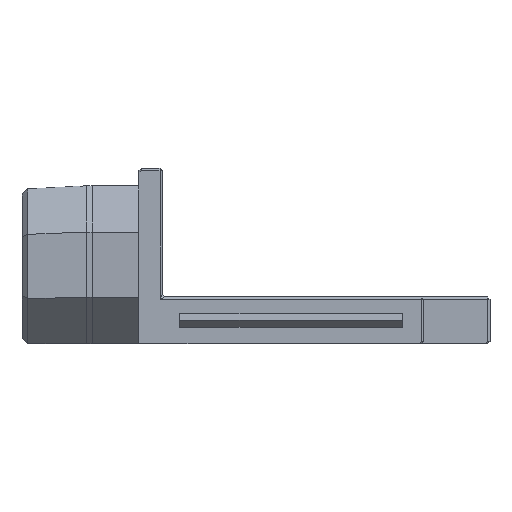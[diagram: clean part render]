
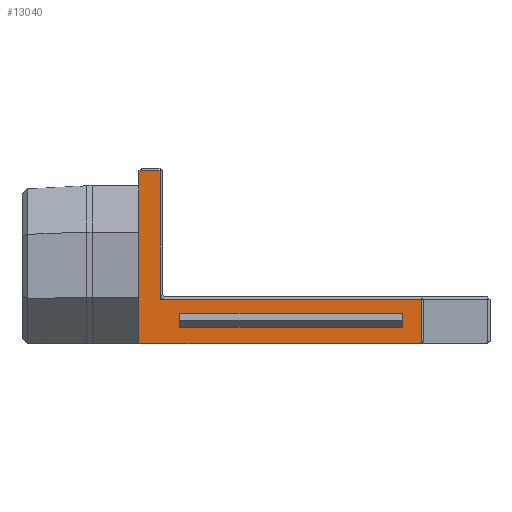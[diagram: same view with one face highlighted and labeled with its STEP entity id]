
A CAD part, front view. The second image highlights one B-rep face of the part: STEP entity #13040.
In plain terms, the highlighted planar face has unit normal (0, -1, 0).
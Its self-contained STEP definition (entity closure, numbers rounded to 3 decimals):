
#31=FACE_BOUND('',#925,.T.);
#36=FACE_OUTER_BOUND('',#924,.T.);
#924=EDGE_LOOP('',(#8444,#8445,#8446,#8447,#8448,#8449,#8450,#8451));
#925=EDGE_LOOP('',(#8452,#8453,#8454,#8455));
#1822=LINE('',#18509,#3690);
#1832=LINE('',#18530,#3700);
#1836=LINE('',#18538,#3704);
#1837=LINE('',#18540,#3705);
#1838=LINE('',#18542,#3706);
#1839=LINE('',#18544,#3707);
#1840=LINE('',#18546,#3708);
#1841=LINE('',#18547,#3709);
#1842=LINE('',#18550,#3710);
#1843=LINE('',#18552,#3711);
#1844=LINE('',#18554,#3712);
#1845=LINE('',#18555,#3713);
#3690=VECTOR('',#14851,10.);
#3700=VECTOR('',#14867,10.);
#3704=VECTOR('',#14873,10.);
#3705=VECTOR('',#14874,10.);
#3706=VECTOR('',#14875,10.);
#3707=VECTOR('',#14876,10.);
#3708=VECTOR('',#14877,10.);
#3709=VECTOR('',#14878,10.);
#3710=VECTOR('',#14879,10.);
#3711=VECTOR('',#14880,10.);
#3712=VECTOR('',#14881,10.);
#3713=VECTOR('',#14882,10.);
#5545=VERTEX_POINT('',#18482);
#5558=VERTEX_POINT('',#18507);
#5566=VERTEX_POINT('',#18529);
#5569=VERTEX_POINT('',#18537);
#5570=VERTEX_POINT('',#18539);
#5571=VERTEX_POINT('',#18541);
#5572=VERTEX_POINT('',#18543);
#5573=VERTEX_POINT('',#18545);
#5574=VERTEX_POINT('',#18548);
#5575=VERTEX_POINT('',#18549);
#5576=VERTEX_POINT('',#18551);
#5577=VERTEX_POINT('',#18553);
#6557=EDGE_CURVE('',#5558,#5545,#1822,.T.);
#6567=EDGE_CURVE('',#5566,#5545,#1832,.T.);
#6571=EDGE_CURVE('',#5569,#5558,#1836,.T.);
#6572=EDGE_CURVE('',#5570,#5569,#1837,.T.);
#6573=EDGE_CURVE('',#5571,#5570,#1838,.T.);
#6574=EDGE_CURVE('',#5572,#5571,#1839,.T.);
#6575=EDGE_CURVE('',#5573,#5572,#1840,.T.);
#6576=EDGE_CURVE('',#5573,#5566,#1841,.T.);
#6577=EDGE_CURVE('',#5574,#5575,#1842,.T.);
#6578=EDGE_CURVE('',#5575,#5576,#1843,.T.);
#6579=EDGE_CURVE('',#5576,#5577,#1844,.T.);
#6580=EDGE_CURVE('',#5577,#5574,#1845,.T.);
#8444=ORIENTED_EDGE('',*,*,#6567,.T.);
#8445=ORIENTED_EDGE('',*,*,#6557,.F.);
#8446=ORIENTED_EDGE('',*,*,#6571,.F.);
#8447=ORIENTED_EDGE('',*,*,#6572,.F.);
#8448=ORIENTED_EDGE('',*,*,#6573,.F.);
#8449=ORIENTED_EDGE('',*,*,#6574,.F.);
#8450=ORIENTED_EDGE('',*,*,#6575,.F.);
#8451=ORIENTED_EDGE('',*,*,#6576,.T.);
#8452=ORIENTED_EDGE('',*,*,#6577,.T.);
#8453=ORIENTED_EDGE('',*,*,#6578,.T.);
#8454=ORIENTED_EDGE('',*,*,#6579,.T.);
#8455=ORIENTED_EDGE('',*,*,#6580,.T.);
#12152=PLANE('',#13950);
#13040=ADVANCED_FACE('',(#36,#31),#12152,.T.);
#13950=AXIS2_PLACEMENT_3D('',#18536,#14871,#14872);
#14851=DIRECTION('',(-1.,0.,0.));
#14867=DIRECTION('',(0.,0.,-1.));
#14871=DIRECTION('center_axis',(0.,-1.,0.));
#14872=DIRECTION('ref_axis',(1.,0.,0.));
#14873=DIRECTION('',(-0.707,0.,-0.707));
#14874=DIRECTION('',(0.,0.,-1.));
#14875=DIRECTION('',(1.,0.,0.));
#14876=DIRECTION('',(0.,0.,-1.));
#14877=DIRECTION('',(1.,0.,0.));
#14878=DIRECTION('',(-0.707,0.,-0.707));
#14879=DIRECTION('',(-1.,0.,0.));
#14880=DIRECTION('',(0.,0.,1.));
#14881=DIRECTION('',(1.,0.,0.));
#14882=DIRECTION('',(0.,0.,-1.));
#18482=CARTESIAN_POINT('',(0.,386.5,0.));
#18507=CARTESIAN_POINT('',(23.95,386.5,0.));
#18509=CARTESIAN_POINT('',(0.5,386.5,0.));
#18529=CARTESIAN_POINT('',(0.,386.5,14.6));
#18530=CARTESIAN_POINT('',(0.,386.5,0.));
#18536=CARTESIAN_POINT('Origin',(0.,386.5,0.));
#18537=CARTESIAN_POINT('',(24.15,386.5,0.2));
#18538=CARTESIAN_POINT('',(18.012,386.5,-5.937));
#18539=CARTESIAN_POINT('',(24.15,386.5,3.8));
#18540=CARTESIAN_POINT('',(24.15,386.5,0.));
#18541=CARTESIAN_POINT('',(1.8,386.5,3.8));
#18542=CARTESIAN_POINT('',(6.588,386.5,3.8));
#18543=CARTESIAN_POINT('',(1.8,386.5,14.8));
#18544=CARTESIAN_POINT('',(1.8,386.5,0.));
#18545=CARTESIAN_POINT('',(0.2,386.5,14.8));
#18546=CARTESIAN_POINT('',(0.5,386.5,14.8));
#18547=CARTESIAN_POINT('',(-3.55,386.5,11.05));
#18548=CARTESIAN_POINT('',(22.5,386.5,1.423));
#18549=CARTESIAN_POINT('',(3.5,386.5,1.423));
#18550=CARTESIAN_POINT('',(11.25,386.5,1.423));
#18551=CARTESIAN_POINT('',(3.5,386.5,2.577));
#18552=CARTESIAN_POINT('',(3.5,386.5,1.));
#18553=CARTESIAN_POINT('',(22.5,386.5,2.577));
#18554=CARTESIAN_POINT('',(11.25,386.5,2.577));
#18555=CARTESIAN_POINT('',(22.5,386.5,1.));
